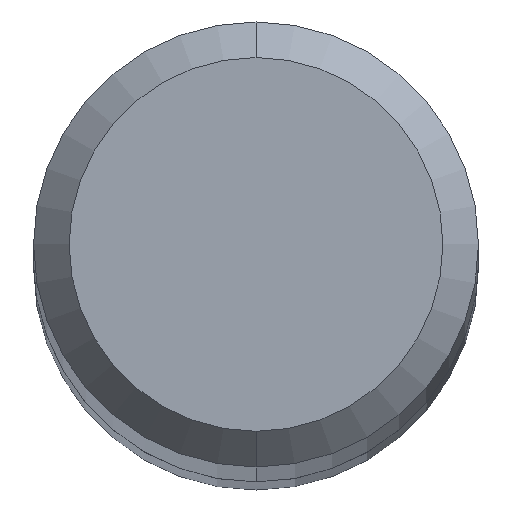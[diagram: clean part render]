
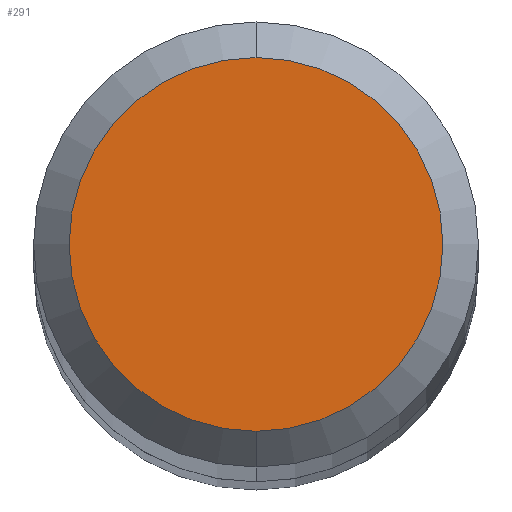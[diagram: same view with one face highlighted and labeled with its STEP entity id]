
A CAD part, top view. The second image highlights one B-rep face of the part: STEP entity #291.
In plain terms, the highlighted planar face has unit normal (0, 0, 1).
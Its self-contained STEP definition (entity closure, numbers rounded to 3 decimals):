
#249=EDGE_CURVE('',#323,#389,#533,.T.);
#291=ADVANCED_FACE('',(#581),#582,.T.);
#323=VERTEX_POINT('',#616);
#353=EDGE_CURVE('',#389,#323,#647,.T.);
#389=VERTEX_POINT('',#686);
#533=CIRCLE('',#940,1.05);
#581=FACE_OUTER_BOUND('',#1081,.T.);
#582=PLANE('',#1082);
#616=CARTESIAN_POINT('',(0.0,1.05,0.0));
#647=CIRCLE('',#1207,1.05);
#686=CARTESIAN_POINT('',(0.,-1.05,0.0));
#940=AXIS2_PLACEMENT_3D('',#1429,#1430,#1431);
#1081=EDGE_LOOP('',(#1490,#1491));
#1082=AXIS2_PLACEMENT_3D('',#1492,#1493,#1494);
#1207=AXIS2_PLACEMENT_3D('',#1536,#1537,#1538);
#1429=CARTESIAN_POINT('',(0.0,0.0,0.0));
#1430=DIRECTION('',(0.0,0.0,-1.0));
#1431=DIRECTION('',(0.0,1.0,0.0));
#1490=ORIENTED_EDGE('',*,*,#249,.F.);
#1491=ORIENTED_EDGE('',*,*,#353,.F.);
#1492=CARTESIAN_POINT('',(0.0,0.525,0.0));
#1493=DIRECTION('',(-0.0,0.0,1.0));
#1494=DIRECTION('',(0.0,-1.0,0.0));
#1536=CARTESIAN_POINT('',(0.0,0.0,0.0));
#1537=DIRECTION('',(0.0,0.0,-1.0));
#1538=DIRECTION('',(0.0,1.0,0.0));
